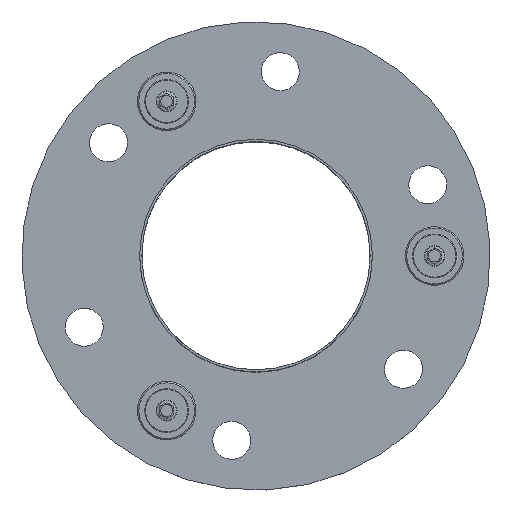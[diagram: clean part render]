
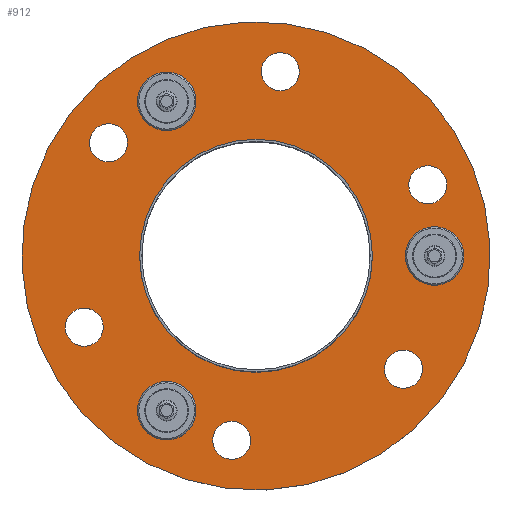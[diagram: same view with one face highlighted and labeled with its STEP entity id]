
A CAD part, top view. The second image highlights one B-rep face of the part: STEP entity #912.
In plain terms, the highlighted planar face has unit normal (0, 0, 1).
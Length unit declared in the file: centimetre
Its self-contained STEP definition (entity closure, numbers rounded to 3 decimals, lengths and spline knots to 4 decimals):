
#121=FACE_BOUND('',#232,.T.);
#122=FACE_BOUND('',#233,.T.);
#123=FACE_BOUND('',#234,.T.);
#124=FACE_BOUND('',#235,.T.);
#125=FACE_BOUND('',#236,.T.);
#126=FACE_BOUND('',#237,.T.);
#127=FACE_BOUND('',#238,.T.);
#128=FACE_BOUND('',#239,.T.);
#129=FACE_BOUND('',#240,.T.);
#130=FACE_BOUND('',#241,.T.);
#154=FACE_OUTER_BOUND('',#231,.T.);
#231=EDGE_LOOP('',(#666));
#232=EDGE_LOOP('',(#667));
#233=EDGE_LOOP('',(#668));
#234=EDGE_LOOP('',(#669));
#235=EDGE_LOOP('',(#670));
#236=EDGE_LOOP('',(#671));
#237=EDGE_LOOP('',(#672));
#238=EDGE_LOOP('',(#673));
#239=EDGE_LOOP('',(#674));
#240=EDGE_LOOP('',(#675));
#241=EDGE_LOOP('',(#676));
#301=CIRCLE('',#1092,78.);
#313=CIRCLE('',#1106,13.);
#314=CIRCLE('',#1108,13.);
#315=CIRCLE('',#1110,13.);
#316=CIRCLE('',#1112,13.);
#317=CIRCLE('',#1114,13.);
#318=CIRCLE('',#1116,13.);
#319=CIRCLE('',#1118,13.);
#320=CIRCLE('',#1120,13.);
#321=CIRCLE('',#1122,13.);
#322=CIRCLE('',#1124,160.);
#377=VERTEX_POINT('',#1603);
#389=VERTEX_POINT('',#1630);
#390=VERTEX_POINT('',#1634);
#391=VERTEX_POINT('',#1638);
#392=VERTEX_POINT('',#1642);
#393=VERTEX_POINT('',#1646);
#394=VERTEX_POINT('',#1650);
#395=VERTEX_POINT('',#1654);
#396=VERTEX_POINT('',#1658);
#397=VERTEX_POINT('',#1662);
#398=VERTEX_POINT('',#1666);
#466=EDGE_CURVE('',#377,#377,#301,.T.);
#480=EDGE_CURVE('',#389,#389,#313,.T.);
#482=EDGE_CURVE('',#390,#390,#314,.T.);
#484=EDGE_CURVE('',#391,#391,#315,.T.);
#486=EDGE_CURVE('',#392,#392,#316,.T.);
#488=EDGE_CURVE('',#393,#393,#317,.T.);
#490=EDGE_CURVE('',#394,#394,#318,.T.);
#492=EDGE_CURVE('',#395,#395,#319,.T.);
#494=EDGE_CURVE('',#396,#396,#320,.T.);
#496=EDGE_CURVE('',#397,#397,#321,.T.);
#498=EDGE_CURVE('',#398,#398,#322,.T.);
#666=ORIENTED_EDGE('',*,*,#498,.F.);
#667=ORIENTED_EDGE('',*,*,#466,.T.);
#668=ORIENTED_EDGE('',*,*,#496,.F.);
#669=ORIENTED_EDGE('',*,*,#494,.F.);
#670=ORIENTED_EDGE('',*,*,#492,.F.);
#671=ORIENTED_EDGE('',*,*,#490,.F.);
#672=ORIENTED_EDGE('',*,*,#488,.F.);
#673=ORIENTED_EDGE('',*,*,#486,.F.);
#674=ORIENTED_EDGE('',*,*,#484,.F.);
#675=ORIENTED_EDGE('',*,*,#482,.F.);
#676=ORIENTED_EDGE('',*,*,#480,.F.);
#880=PLANE('',#1125);
#912=ADVANCED_FACE('',(#154,#121,#122,#123,#124,#125,#126,#127,#128,#129,
#130),#880,.F.);
#1092=AXIS2_PLACEMENT_3D('',#1604,#1256,#1257);
#1106=AXIS2_PLACEMENT_3D('',#1632,#1286,#1287);
#1108=AXIS2_PLACEMENT_3D('',#1636,#1291,#1292);
#1110=AXIS2_PLACEMENT_3D('',#1640,#1296,#1297);
#1112=AXIS2_PLACEMENT_3D('',#1644,#1301,#1302);
#1114=AXIS2_PLACEMENT_3D('',#1648,#1306,#1307);
#1116=AXIS2_PLACEMENT_3D('',#1652,#1311,#1312);
#1118=AXIS2_PLACEMENT_3D('',#1656,#1316,#1317);
#1120=AXIS2_PLACEMENT_3D('',#1660,#1321,#1322);
#1122=AXIS2_PLACEMENT_3D('',#1664,#1326,#1327);
#1124=AXIS2_PLACEMENT_3D('',#1668,#1331,#1332);
#1125=AXIS2_PLACEMENT_3D('',#1669,#1333,#1334);
#1256=DIRECTION('center_axis',(0.,0.,
-1.));
#1257=DIRECTION('ref_axis',(0.991,-0.131,0.));
#1286=DIRECTION('center_axis',(0.,0.,
1.));
#1287=DIRECTION('ref_axis',(0.991,-0.131,0.));
#1291=DIRECTION('center_axis',(0.,0.,
1.));
#1292=DIRECTION('ref_axis',(0.991,-0.131,0.));
#1296=DIRECTION('center_axis',(0.,0.,
1.));
#1297=DIRECTION('ref_axis',(0.991,-0.131,0.));
#1301=DIRECTION('center_axis',(0.,0.,
1.));
#1302=DIRECTION('ref_axis',(0.991,-0.131,0.));
#1306=DIRECTION('center_axis',(0.,0.,
1.));
#1307=DIRECTION('ref_axis',(-0.991,0.131,0.));
#1311=DIRECTION('center_axis',(0.,0.,
1.));
#1312=DIRECTION('ref_axis',(0.991,-0.131,0.));
#1316=DIRECTION('center_axis',(0.,0.,
1.));
#1317=DIRECTION('ref_axis',(-0.991,0.131,0.));
#1321=DIRECTION('center_axis',(0.,0.,
1.));
#1322=DIRECTION('ref_axis',(-0.991,0.131,0.));
#1326=DIRECTION('center_axis',(0.,0.,
1.));
#1327=DIRECTION('ref_axis',(-0.991,0.131,0.));
#1331=DIRECTION('center_axis',(0.,0.,
-1.));
#1332=DIRECTION('ref_axis',(-0.991,0.131,0.));
#1333=DIRECTION('center_axis',(0.,0.,
-1.));
#1334=DIRECTION('ref_axis',(0.991,-0.131,0.));
#1603=CARTESIAN_POINT('',(-77.3327,10.181,14.));
#1604=CARTESIAN_POINT('Origin',(0.,0.,
14.));
#1630=CARTESIAN_POINT('',(-113.6447,79.0095,14.));
#1632=CARTESIAN_POINT('Origin',(-100.7559,77.3127,14.));
#1634=CARTESIAN_POINT('',(-73.8888,107.3519,14.));
#1636=CARTESIAN_POINT('Origin',(-61.,105.6551,14.));
#1638=CARTESIAN_POINT('',(3.688,127.6103,14.));
#1640=CARTESIAN_POINT('Origin',(16.5768,125.9135,14.));
#1642=CARTESIAN_POINT('',(104.4439,50.2976,14.));
#1644=CARTESIAN_POINT('Origin',(117.3327,48.6008,14.));
#1646=CARTESIAN_POINT('',(113.6447,-79.0095,14.));
#1648=CARTESIAN_POINT('Origin',(100.7559,-77.3127,14.));
#1650=CARTESIAN_POINT('',(109.1112,1.6968,14.));
#1652=CARTESIAN_POINT('Origin',(122.,0.,14.));
#1654=CARTESIAN_POINT('',(-3.688,-127.6103,14.));
#1656=CARTESIAN_POINT('Origin',(-16.5768,-125.9135,14.));
#1658=CARTESIAN_POINT('',(-48.1112,-107.3519,14.));
#1660=CARTESIAN_POINT('Origin',(-61.,-105.6551,14.));
#1662=CARTESIAN_POINT('',(-104.4439,-50.2976,14.));
#1664=CARTESIAN_POINT('Origin',(-117.3327,-48.6008,14.));
#1666=CARTESIAN_POINT('',(158.6312,-20.8842,14.));
#1668=CARTESIAN_POINT('Origin',(0.,0.,
14.));
#1669=CARTESIAN_POINT('Origin',(0.,0.,
14.));
